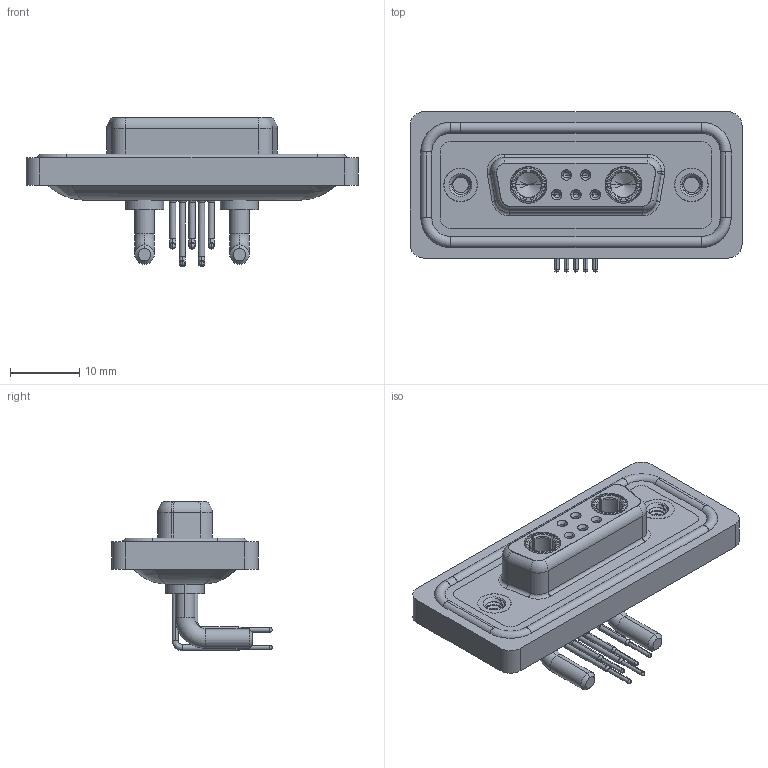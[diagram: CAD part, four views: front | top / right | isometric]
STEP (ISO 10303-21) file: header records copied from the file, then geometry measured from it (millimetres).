
FILE_DESCRIPTION (( 'STEP AP203' ), '1' );
FILE_NAME ('630W7W2-140-2N2.STEP', '2024-04-11T23:20:17', ( '' ), ( '' ), 'SwSTEP 2.0', 'SolidWorks 2023', '' );
FILE_SCHEMA (( 'CONFIG_CONTROL_DESIGN' ));
Length unit declared in the file: millimetre
Products named in the file (9): 630W7W2-140-2N2; 630Combo Contact Row 1_50 Contacts; 630Combo Shell Front_15 Contacts; 630Combo Threaded Rivet_2; Power Socket_20A RA; 630Combo Contact Row 2_50 Contacts; 630Combo Shell Rear_15 Contacts; 630Combo Waterproof Housing_15 Contacts; 630Combo Housing_7W2
Assembly tree (13 placements, depth 2):
  630W7W2-140-2N2
    630Combo Housing_7W2
    630Combo Shell Front_15 Contacts
    630Combo Shell Rear_15 Contacts
    630Combo Threaded Rivet_2  x2
    Power Socket_20A RA  x2
    630Combo Contact Row 1_50 Contacts  x2
    630Combo Contact Row 2_50 Contacts  x3
    630Combo Waterproof Housing_15 Contacts
Bounding box: 47.9 x 23.12 x 21.53 mm (x, y, z)
Volume: 6196 mm3; surface area: 10205.3 mm2
Topology: 16 solids, 16 shells, 807 faces, 2044 edges, 1289 vertices
Faces by surface type: cylinder 353, plane 238, cone 101, torus 83, bspline 32
Entity records: 20488 total; most frequent: CARTESIAN_POINT 5332, DIRECTION 3130, ORIENTED_EDGE 2864, EDGE_CURVE 1432, AXIS2_PLACEMENT_3D 1266, VERTEX_POINT 911, CIRCLE 685, EDGE_LOOP 651
